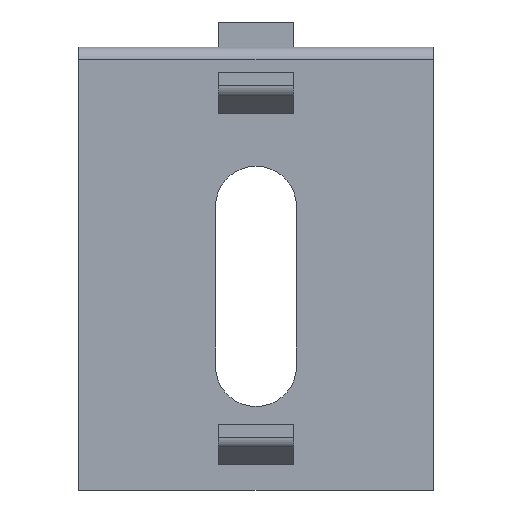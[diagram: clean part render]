
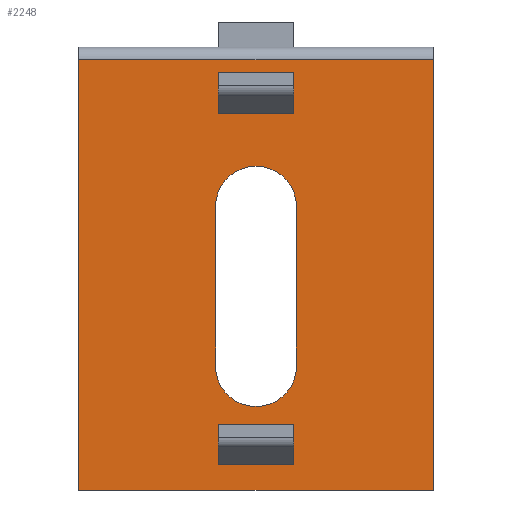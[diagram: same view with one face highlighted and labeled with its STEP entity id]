
A CAD part, front view. The second image highlights one B-rep face of the part: STEP entity #2248.
In plain terms, the highlighted planar face has unit normal (0, -1, 0).
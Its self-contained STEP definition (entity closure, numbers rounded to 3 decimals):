
#18 = LINE ( 'NONE', #1256, #517 ) ;
#33 = EDGE_CURVE ( 'NONE', #1253, #254, #2292, .T. ) ;
#43 = CARTESIAN_POINT ( 'NONE',  ( 3., 0., -33. ) ) ;
#52 = ORIENTED_EDGE ( 'NONE', *, *, #1792, .T. ) ;
#70 = EDGE_CURVE ( 'NONE', #1336, #254, #1356, .T. ) ;
#111 = LINE ( 'NONE', #2530, #2480 ) ;
#119 = AXIS2_PLACEMENT_3D ( 'NONE', #2410, #2019, #644 ) ;
#123 = CARTESIAN_POINT ( 'NONE',  ( 0., 0., -25.2 ) ) ;
#174 = EDGE_CURVE ( 'NONE', #1997, #1887, #1422, .T. ) ;
#249 = ORIENTED_EDGE ( 'NONE', *, *, #174, .F. ) ;
#250 = EDGE_CURVE ( 'NONE', #2447, #470, #751, .T. ) ;
#254 = VERTEX_POINT ( 'NONE', #1982 ) ;
#257 = CARTESIAN_POINT ( 'NONE',  ( 3., 0., -29.8 ) ) ;
#315 = VECTOR ( 'NONE', #1393, 1000. ) ;
#403 = CARTESIAN_POINT ( 'NONE',  ( 3., 0., -5.2 ) ) ;
#430 = CARTESIAN_POINT ( 'NONE',  ( -3., 0., -29.8 ) ) ;
#470 = VERTEX_POINT ( 'NONE', #1726 ) ;
#485 = LINE ( 'NONE', #257, #2299 ) ;
#509 = DIRECTION ( 'NONE',  ( 0., 0., 1. ) ) ;
#517 = VECTOR ( 'NONE', #603, 1000. ) ;
#521 = DIRECTION ( 'NONE',  ( 0., 0., -1. ) ) ;
#558 = DIRECTION ( 'NONE',  ( -1., 0., 0. ) ) ;
#573 = CARTESIAN_POINT ( 'NONE',  ( -3.2, 0., -12.6 ) ) ;
#577 = DIRECTION ( 'NONE',  ( 0., 1., 0. ) ) ;
#592 = LINE ( 'NONE', #1412, #1562 ) ;
#603 = DIRECTION ( 'NONE',  ( 0., 0., 1. ) ) ;
#606 = DIRECTION ( 'NONE',  ( 0., 1., 0. ) ) ;
#609 = CARTESIAN_POINT ( 'NONE',  ( 14., 0., 0. ) ) ;
#615 = CARTESIAN_POINT ( 'NONE',  ( 0., 0., -12.6 ) ) ;
#635 = DIRECTION ( 'NONE',  ( 0., 0., 1. ) ) ;
#644 = DIRECTION ( 'NONE',  ( 0., 0., 1. ) ) ;
#696 = EDGE_CURVE ( 'NONE', #2072, #2587, #1807, .T. ) ;
#710 = CARTESIAN_POINT ( 'NONE',  ( -3., 0., -5.2 ) ) ;
#722 = ORIENTED_EDGE ( 'NONE', *, *, #2376, .T. ) ;
#729 = DIRECTION ( 'NONE',  ( 0., 0., 1. ) ) ;
#745 = VECTOR ( 'NONE', #1992, 1000. ) ;
#751 = LINE ( 'NONE', #1563, #315 ) ;
#758 = ORIENTED_EDGE ( 'NONE', *, *, #1905, .T. ) ;
#763 = CARTESIAN_POINT ( 'NONE',  ( 3., 0., -2. ) ) ;
#764 = CARTESIAN_POINT ( 'NONE',  ( -14., 0., 0. ) ) ;
#775 = VECTOR ( 'NONE', #2479, 1000. ) ;
#813 = DIRECTION ( 'NONE',  ( 0., 1., 0. ) ) ;
#823 = CARTESIAN_POINT ( 'NONE',  ( 3., 0., -29.8 ) ) ;
#872 = VERTEX_POINT ( 'NONE', #1350 ) ;
#885 = CARTESIAN_POINT ( 'NONE',  ( 3., 0., -33. ) ) ;
#906 = ORIENTED_EDGE ( 'NONE', *, *, #2419, .T. ) ;
#907 = LINE ( 'NONE', #885, #775 ) ;
#940 = ORIENTED_EDGE ( 'NONE', *, *, #696, .T. ) ;
#960 = CARTESIAN_POINT ( 'NONE',  ( 3.2, 0., -25.2 ) ) ;
#989 = VECTOR ( 'NONE', #1979, 1000. ) ;
#997 = FACE_BOUND ( 'NONE', #2389, .T. ) ;
#1055 = EDGE_CURVE ( 'NONE', #872, #1353, #592, .T. ) ;
#1058 = CARTESIAN_POINT ( 'NONE',  ( 3.2, 0., -12.6 ) ) ;
#1062 = DIRECTION ( 'NONE',  ( 0., 0., 1. ) ) ;
#1067 = VECTOR ( 'NONE', #2148, 1000. ) ;
#1069 = ORIENTED_EDGE ( 'NONE', *, *, #1184, .T. ) ;
#1089 = AXIS2_PLACEMENT_3D ( 'NONE', #2623, #606, #1062 ) ;
#1101 = EDGE_LOOP ( 'NONE', ( #906, #940, #1380, #1069, #52 ) ) ;
#1158 = ORIENTED_EDGE ( 'NONE', *, *, #33, .F. ) ;
#1184 = EDGE_CURVE ( 'NONE', #2403, #1313, #2077, .T. ) ;
#1189 = DIRECTION ( 'NONE',  ( 0., 0., -1. ) ) ;
#1192 = FACE_BOUND ( 'NONE', #1101, .T. ) ;
#1226 = LINE ( 'NONE', #609, #1941 ) ;
#1253 = VERTEX_POINT ( 'NONE', #2282 ) ;
#1256 = CARTESIAN_POINT ( 'NONE',  ( -3., 0., -2. ) ) ;
#1257 = EDGE_CURVE ( 'NONE', #1887, #1353, #485, .T. ) ;
#1313 = VERTEX_POINT ( 'NONE', #960 ) ;
#1315 = CIRCLE ( 'NONE', #1737, 3.2 ) ;
#1336 = VERTEX_POINT ( 'NONE', #2579 ) ;
#1342 = VECTOR ( 'NONE', #2046, 1000. ) ;
#1350 = CARTESIAN_POINT ( 'NONE',  ( -3., 0., -33. ) ) ;
#1353 = VERTEX_POINT ( 'NONE', #430 ) ;
#1356 = LINE ( 'NONE', #764, #2213 ) ;
#1368 = ORIENTED_EDGE ( 'NONE', *, *, #2293, .T. ) ;
#1380 = ORIENTED_EDGE ( 'NONE', *, *, #1894, .T. ) ;
#1393 = DIRECTION ( 'NONE',  ( -1., 0., 0. ) ) ;
#1412 = CARTESIAN_POINT ( 'NONE',  ( -3., 0., -29.8 ) ) ;
#1422 = LINE ( 'NONE', #823, #745 ) ;
#1433 = DIRECTION ( 'NONE',  ( -1., 0., 0. ) ) ;
#1467 = CARTESIAN_POINT ( 'NONE',  ( 3.2, 0., 0. ) ) ;
#1475 = DIRECTION ( 'NONE',  ( -1., 0., 0. ) ) ;
#1519 = ORIENTED_EDGE ( 'NONE', *, *, #1586, .T. ) ;
#1539 = VERTEX_POINT ( 'NONE', #710 ) ;
#1542 = CARTESIAN_POINT ( 'NONE',  ( -3.2, 0., 0. ) ) ;
#1562 = VECTOR ( 'NONE', #2199, 1000. ) ;
#1563 = CARTESIAN_POINT ( 'NONE',  ( 3., 0., -2. ) ) ;
#1566 = ORIENTED_EDGE ( 'NONE', *, *, #1055, .T. ) ;
#1572 = CARTESIAN_POINT ( 'NONE',  ( 14., 0., -35. ) ) ;
#1574 = ORIENTED_EDGE ( 'NONE', *, *, #70, .T. ) ;
#1586 = EDGE_CURVE ( 'NONE', #2051, #1336, #111, .T. ) ;
#1589 = LINE ( 'NONE', #2337, #1067 ) ;
#1623 = PLANE ( 'NONE',  #119 ) ;
#1645 = FACE_OUTER_BOUND ( 'NONE', #1958, .T. ) ;
#1660 = LINE ( 'NONE', #2193, #989 ) ;
#1726 = CARTESIAN_POINT ( 'NONE',  ( -3., 0., -2. ) ) ;
#1737 = AXIS2_PLACEMENT_3D ( 'NONE', #123, #577, #729 ) ;
#1782 = CARTESIAN_POINT ( 'NONE',  ( -3.2, 0., -25.2 ) ) ;
#1792 = EDGE_CURVE ( 'NONE', #1313, #2076, #1315, .T. ) ;
#1807 = CIRCLE ( 'NONE', #1089, 3.2 ) ;
#1813 = ORIENTED_EDGE ( 'NONE', *, *, #2574, .F. ) ;
#1817 = CARTESIAN_POINT ( 'NONE',  ( 3., 0., -29.8 ) ) ;
#1840 = VECTOR ( 'NONE', #558, 1000. ) ;
#1850 = EDGE_LOOP ( 'NONE', ( #2558, #2527, #1368, #758 ) ) ;
#1860 = AXIS2_PLACEMENT_3D ( 'NONE', #615, #813, #635 ) ;
#1863 = VECTOR ( 'NONE', #509, 1000. ) ;
#1887 = VERTEX_POINT ( 'NONE', #1817 ) ;
#1894 = EDGE_CURVE ( 'NONE', #2587, #2403, #2493, .T. ) ;
#1905 = EDGE_CURVE ( 'NONE', #1539, #470, #18, .T. ) ;
#1941 = VECTOR ( 'NONE', #1189, 1000. ) ;
#1958 = EDGE_LOOP ( 'NONE', ( #1813, #1519, #1574, #1158 ) ) ;
#1979 = DIRECTION ( 'NONE',  ( -1., 0., 0. ) ) ;
#1982 = CARTESIAN_POINT ( 'NONE',  ( -14., 0., -35. ) ) ;
#1992 = DIRECTION ( 'NONE',  ( 0., 0., 1. ) ) ;
#1997 = VERTEX_POINT ( 'NONE', #43 ) ;
#2016 = CARTESIAN_POINT ( 'NONE',  ( 0., 0., -9.4 ) ) ;
#2019 = DIRECTION ( 'NONE',  ( 0., 1., 0. ) ) ;
#2046 = DIRECTION ( 'NONE',  ( 0., 0., -1. ) ) ;
#2051 = VERTEX_POINT ( 'NONE', #2565 ) ;
#2072 = VERTEX_POINT ( 'NONE', #573 ) ;
#2076 = VERTEX_POINT ( 'NONE', #1782 ) ;
#2077 = LINE ( 'NONE', #1467, #1342 ) ;
#2094 = EDGE_CURVE ( 'NONE', #2564, #2447, #1589, .T. ) ;
#2148 = DIRECTION ( 'NONE',  ( 0., 0., 1. ) ) ;
#2193 = CARTESIAN_POINT ( 'NONE',  ( 3., 0., -5.2 ) ) ;
#2199 = DIRECTION ( 'NONE',  ( 0., 0., 1. ) ) ;
#2213 = VECTOR ( 'NONE', #521, 1000. ) ;
#2248 = ADVANCED_FACE ( 'NONE', ( #2424, #997, #1192, #1645 ), #1623, .F. ) ;
#2282 = CARTESIAN_POINT ( 'NONE',  ( 14., 0., -35. ) ) ;
#2292 = LINE ( 'NONE', #1572, #1840 ) ;
#2293 = EDGE_CURVE ( 'NONE', #2564, #1539, #1660, .T. ) ;
#2299 = VECTOR ( 'NONE', #1475, 1000. ) ;
#2314 = ORIENTED_EDGE ( 'NONE', *, *, #1257, .F. ) ;
#2337 = CARTESIAN_POINT ( 'NONE',  ( 3., 0., -2. ) ) ;
#2359 = LINE ( 'NONE', #1542, #1863 ) ;
#2376 = EDGE_CURVE ( 'NONE', #1997, #872, #907, .T. ) ;
#2389 = EDGE_LOOP ( 'NONE', ( #2314, #249, #722, #1566 ) ) ;
#2403 = VERTEX_POINT ( 'NONE', #1058 ) ;
#2410 = CARTESIAN_POINT ( 'NONE',  ( 14., 0., 0. ) ) ;
#2419 = EDGE_CURVE ( 'NONE', #2076, #2072, #2359, .T. ) ;
#2424 = FACE_BOUND ( 'NONE', #1850, .T. ) ;
#2447 = VERTEX_POINT ( 'NONE', #763 ) ;
#2479 = DIRECTION ( 'NONE',  ( -1., 0., 0. ) ) ;
#2480 = VECTOR ( 'NONE', #1433, 1000. ) ;
#2493 = CIRCLE ( 'NONE', #1860, 3.2 ) ;
#2527 = ORIENTED_EDGE ( 'NONE', *, *, #2094, .F. ) ;
#2530 = CARTESIAN_POINT ( 'NONE',  ( 14., 0., -1. ) ) ;
#2558 = ORIENTED_EDGE ( 'NONE', *, *, #250, .F. ) ;
#2564 = VERTEX_POINT ( 'NONE', #403 ) ;
#2565 = CARTESIAN_POINT ( 'NONE',  ( 14., 0., -1. ) ) ;
#2574 = EDGE_CURVE ( 'NONE', #2051, #1253, #1226, .T. ) ;
#2579 = CARTESIAN_POINT ( 'NONE',  ( -14., 0., -1. ) ) ;
#2587 = VERTEX_POINT ( 'NONE', #2016 ) ;
#2623 = CARTESIAN_POINT ( 'NONE',  ( 0., 0., -12.6 ) ) ;
